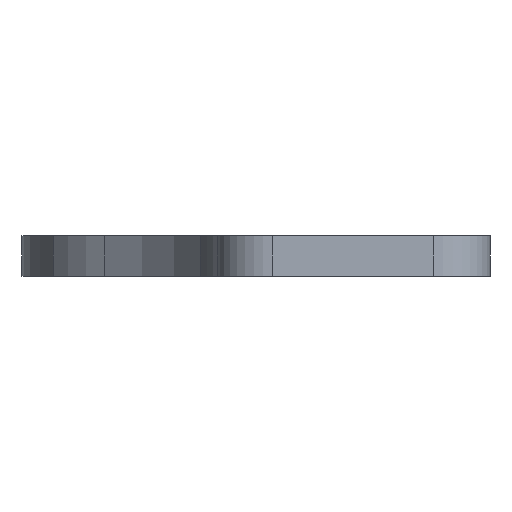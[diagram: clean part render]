
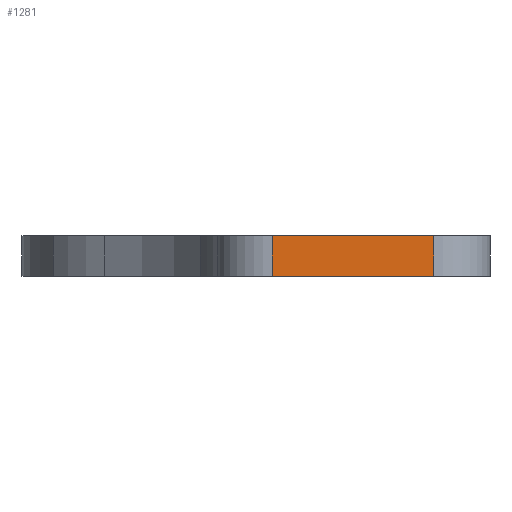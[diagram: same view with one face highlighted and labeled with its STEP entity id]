
A CAD part, left-side view. The second image highlights one B-rep face of the part: STEP entity #1281.
In plain terms, the highlighted planar face has unit normal (-1, 0, 0).
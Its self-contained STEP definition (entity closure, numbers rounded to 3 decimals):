
#317=CARTESIAN_POINT('',(83.023,319.157,270.025));
#318=VERTEX_POINT('',#317);
#326=CARTESIAN_POINT('',(83.023,339.157,270.025));
#327=VERTEX_POINT('',#326);
#328=CARTESIAN_POINT('',(83.023,339.157,270.025));
#329=DIRECTION('',(0.,-1.,-0.));
#330=VECTOR('',#329,20.);
#331=LINE('',#328,#330);
#332=EDGE_CURVE('',#327,#318,#331,.T.);
#620=CARTESIAN_POINT('',(83.023,339.157,275.025));
#621=VERTEX_POINT('',#620);
#629=CARTESIAN_POINT('',(83.023,319.157,275.025));
#630=VERTEX_POINT('',#629);
#631=CARTESIAN_POINT('',(83.023,339.157,275.025));
#632=DIRECTION('',(0.,-1.,-0.));
#633=VECTOR('',#632,20.);
#634=LINE('',#631,#633);
#635=EDGE_CURVE('',#621,#630,#634,.T.);
#713=CARTESIAN_POINT('',(83.023,339.157,270.025));
#714=DIRECTION('',(0.,-0.,1.));
#715=VECTOR('',#714,5.);
#716=LINE('',#713,#715);
#717=EDGE_CURVE('',#327,#621,#716,.T.);
#1265=CARTESIAN_POINT('',(83.023,329.157,270.025));
#1266=DIRECTION('',(-1.,0.,0.));
#1267=DIRECTION('',(0.,0.,1.));
#1268=AXIS2_PLACEMENT_3D('',#1265,#1266,#1267);
#1269=PLANE('',#1268);
#1270=ORIENTED_EDGE('',*,*,#635,.F.);
#1271=ORIENTED_EDGE('',*,*,#717,.F.);
#1272=ORIENTED_EDGE('',*,*,#332,.T.);
#1273=CARTESIAN_POINT('',(83.023,319.157,270.025));
#1274=DIRECTION('',(0.,-0.,1.));
#1275=VECTOR('',#1274,5.);
#1276=LINE('',#1273,#1275);
#1277=EDGE_CURVE('',#318,#630,#1276,.T.);
#1278=ORIENTED_EDGE('',*,*,#1277,.T.);
#1279=EDGE_LOOP('',(#1270,#1271,#1272,#1278));
#1280=FACE_BOUND('',#1279,.T.);
#1281=ADVANCED_FACE('',(#1280),#1269,.T.);
